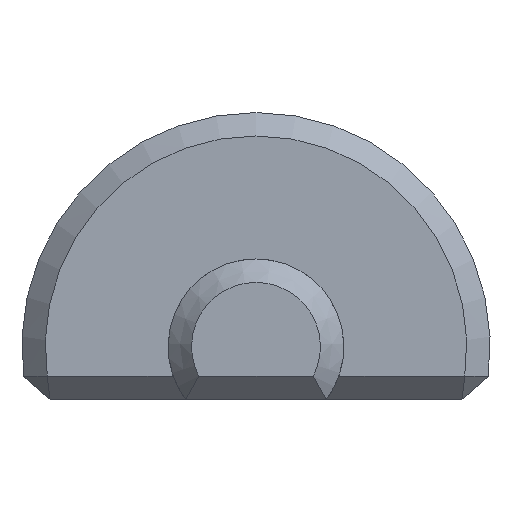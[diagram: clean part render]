
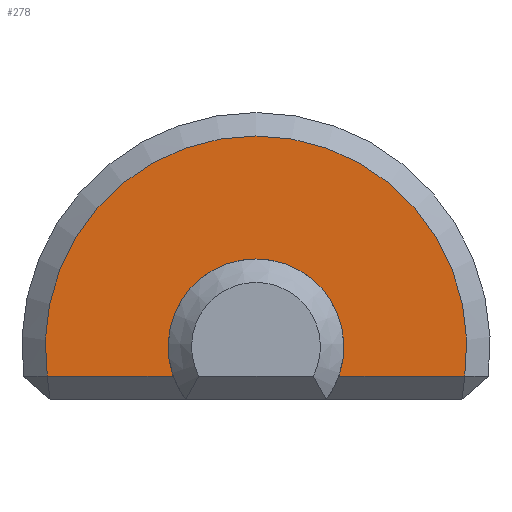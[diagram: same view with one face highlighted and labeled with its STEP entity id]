
A CAD part, left-side view. The second image highlights one B-rep face of the part: STEP entity #278.
In plain terms, the highlighted planar face has unit normal (-1, 0, 0).
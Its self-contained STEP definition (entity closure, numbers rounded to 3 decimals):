
#37=PLANE('',#320);
#59=LINE('',#471,#81);
#60=LINE('',#475,#82);
#81=VECTOR('',#380,1000.);
#82=VECTOR('',#383,1000.);
#123=ORIENTED_EDGE('',*,*,#167,.T.);
#124=ORIENTED_EDGE('',*,*,#189,.T.);
#125=ORIENTED_EDGE('',*,*,#190,.T.);
#126=ORIENTED_EDGE('',*,*,#191,.T.);
#167=EDGE_CURVE('',#204,#205,#224,.T.);
#189=EDGE_CURVE('',#205,#222,#59,.T.);
#190=EDGE_CURVE('',#222,#223,#230,.F.);
#191=EDGE_CURVE('',#223,#204,#60,.T.);
#204=VERTEX_POINT('',#419);
#205=VERTEX_POINT('',#420);
#222=VERTEX_POINT('',#472);
#223=VERTEX_POINT('',#474);
#224=CIRCLE('',#306,1.875);
#230=CIRCLE('',#321,4.5);
#238=EDGE_LOOP('',(#123,#124,#125,#126));
#257=FACE_BOUND('',#238,.T.);
#278=ADVANCED_FACE('',(#257),#37,.F.);
#306=AXIS2_PLACEMENT_3D('',#418,#338,#339);
#320=AXIS2_PLACEMENT_3D('',#470,#378,#379);
#321=AXIS2_PLACEMENT_3D('',#473,#381,#382);
#338=DIRECTION('',(1.,0.,0.));
#339=DIRECTION('',(0.,0.,-1.));
#378=DIRECTION('',(1.,0.,0.));
#379=DIRECTION('',(0.,0.,-1.));
#380=DIRECTION('',(0.,-1.,0.));
#381=DIRECTION('',(1.,0.,0.));
#382=DIRECTION('',(0.,0.,-1.));
#383=DIRECTION('',(0.,-1.,0.));
#418=CARTESIAN_POINT('',(23.5,-34.383,5.25));
#419=CARTESIAN_POINT('',(23.5,-32.615,4.625));
#420=CARTESIAN_POINT('',(23.5,-36.151,4.625));
#470=CARTESIAN_POINT('',(23.5,-34.383,5.25));
#471=CARTESIAN_POINT('',(23.5,-34.383,4.625));
#472=CARTESIAN_POINT('',(23.5,-38.839,4.625));
#473=CARTESIAN_POINT('',(23.5,-34.383,5.25));
#474=CARTESIAN_POINT('',(23.5,-29.927,4.625));
#475=CARTESIAN_POINT('',(23.5,-34.383,4.625));
